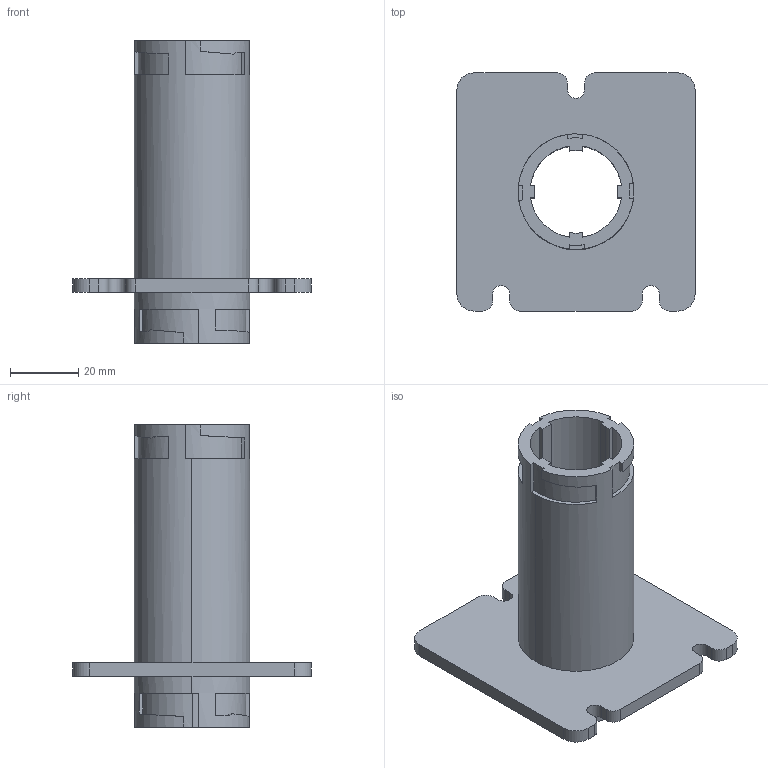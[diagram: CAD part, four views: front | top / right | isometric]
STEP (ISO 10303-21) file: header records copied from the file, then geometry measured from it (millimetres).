
FILE_DESCRIPTION (( 'STEP AP214' ), '1' );
FILE_NAME ('02_Napde.stp', '2020-02-06T04:11:48', ( '' ), ( '' ), 'SwSTEP 2.0', 'SolidWorks 2019', '' );
FILE_SCHEMA (( 'AUTOMOTIVE_DESIGN' ));
Length unit declared in the file: millimetre
Products named in the file (1): 02_Napde
Bounding box: 70 x 70 x 89 mm (x, y, z)
Volume: 45496.2 mm3; surface area: 27629.7 mm2
Topology: 1 solids, 1 shells, 109 faces, 315 edges, 210 vertices
Faces by surface type: plane 73, cylinder 36
Entity records: 3643 total; most frequent: CARTESIAN_POINT 707, ORIENTED_EDGE 630, DIRECTION 607, EDGE_CURVE 315, VERTEX_POINT 210, AXIS2_PLACEMENT_3D 206, VECTOR 195, LINE 195
